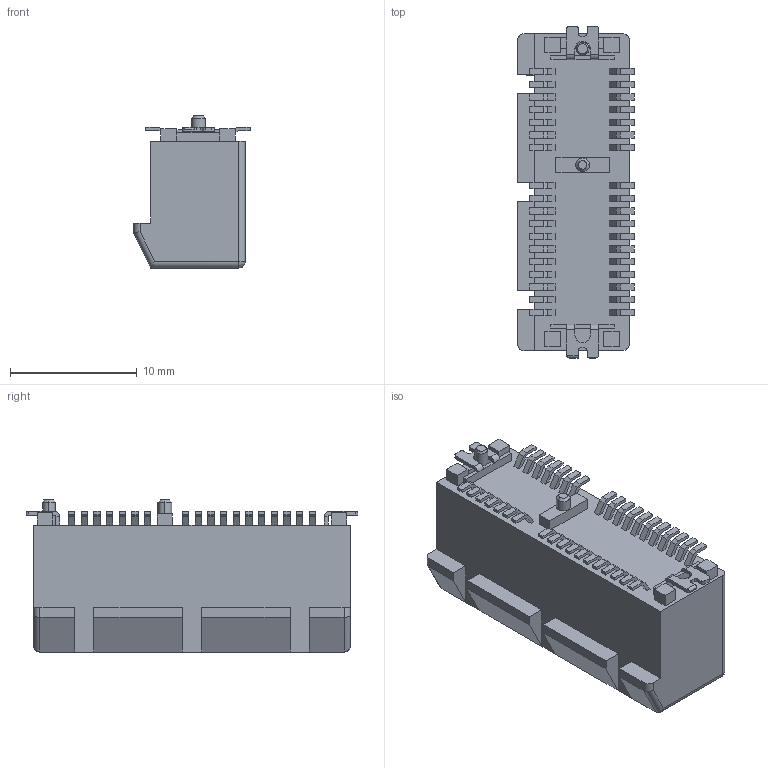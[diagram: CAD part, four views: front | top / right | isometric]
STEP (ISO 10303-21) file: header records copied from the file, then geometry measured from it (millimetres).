
FILE_DESCRIPTION (( 'STEP AP203' ), '1' );
FILE_NAME ('91618-X1.STEP', '2022-10-10T02:24:25', ( 'Wang' ), ( '' ), 'SwSTEP 2.0', 'SolidWorks 2008', '' );
FILE_SCHEMA (( 'CONFIG_CONTROL_DESIGN' ));
Length unit declared in the file: millimetre
Products named in the file (1): 91618-X1
Bounding box: 9.2 x 26.2 x 12 mm (x, y, z)
Volume: 1668.5 mm3; surface area: 1703.5 mm2
Topology: 1 solids, 1 shells, 695 faces, 1916 edges, 1261 vertices
Faces by surface type: plane 578, cylinder 109, bspline 4, cone 4
Entity records: 22084 total; most frequent: CARTESIAN_POINT 3986, ORIENTED_EDGE 3828, DIRECTION 3504, EDGE_CURVE 1914, LINE 1686, VECTOR 1686, VERTEX_POINT 1261, AXIS2_PLACEMENT_3D 909
